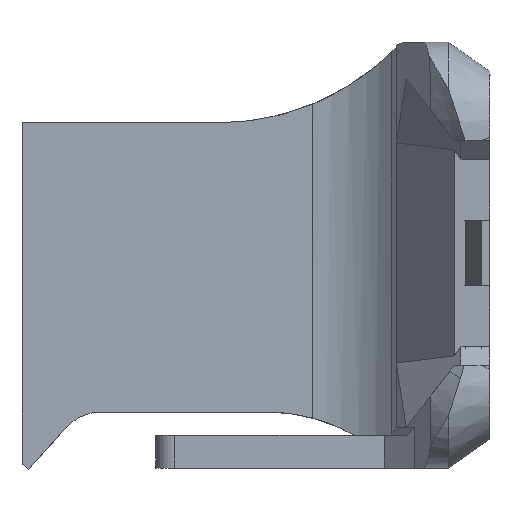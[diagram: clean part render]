
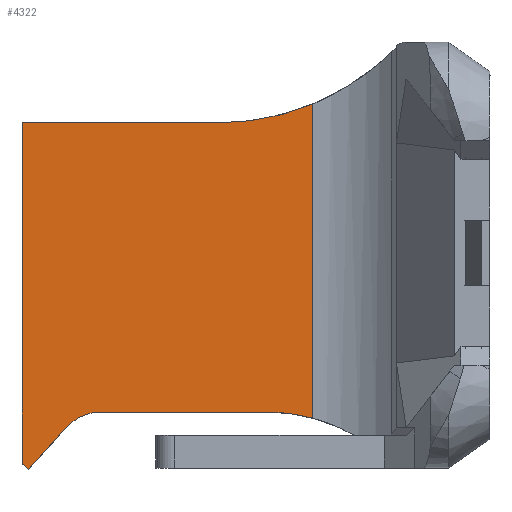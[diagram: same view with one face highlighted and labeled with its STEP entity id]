
A CAD part, left-side view. The second image highlights one B-rep face of the part: STEP entity #4322.
In plain terms, the highlighted planar face has unit normal (-1, 0, 0).
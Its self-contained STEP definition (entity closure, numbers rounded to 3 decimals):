
#880=DIRECTION('',(0.,0.,-1.));
#881=VECTOR('',#880,36.453);
#882=CARTESIAN_POINT('',(17.,50.,36.9));
#883=LINE('',#882,#881);
#1412=DIRECTION('',(0.,1.,0.));
#1413=VECTOR('',#1412,17.693);
#1414=CARTESIAN_POINT('',(17.,23.87,6.));
#1415=LINE('',#1414,#1413);
#1416=DIRECTION('',(0.,0.669,-0.743));
#1417=VECTOR('',#1416,6.057);
#1418=CARTESIAN_POINT('',(17.,45.279,4.346));
#1419=LINE('',#1418,#1417);
#1420=DIRECTION('',(0.,0.743,0.669));
#1421=VECTOR('',#1420,0.9);
#1422=CARTESIAN_POINT('',(17.,49.331,-0.155));
#1423=LINE('',#1422,#1421);
#1424=DIRECTION('',(0.,0.,-1.));
#1425=VECTOR('',#1424,33.565);
#1426=CARTESIAN_POINT('',(17.,18.929,38.911));
#1427=LINE('',#1426,#1425);
#1450=CARTESIAN_POINT('',(17.,41.563,1.));
#1451=DIRECTION('',(1.,0.,0.));
#1452=DIRECTION('',(0.,0.743,0.669));
#1453=AXIS2_PLACEMENT_3D('',#1450,#1451,#1452);
#1480=DIRECTION('',(0.,1.,0.));
#1481=VECTOR('',#1480,20.965);
#1482=CARTESIAN_POINT('',(17.,29.035,36.9));
#1483=LINE('',#1482,#1481);
#1509=CARTESIAN_POINT('',(17.,29.035,63.3));
#1510=DIRECTION('',(1.,0.,0.));
#1511=DIRECTION('',(0.,-0.383,-0.924));
#1512=AXIS2_PLACEMENT_3D('',#1509,#1510,#1511);
#1924=CARTESIAN_POINT('',(17.,23.87,-13.));
#1925=DIRECTION('',(1.,0.,0.));
#1926=DIRECTION('',(0.,0.,1.));
#1927=AXIS2_PLACEMENT_3D('',#1924,#1925,#1926);
#2260=CARTESIAN_POINT('',(17.,50.,36.9));
#2262=VERTEX_POINT('',#2260);
#2290=CARTESIAN_POINT('',(17.,29.035,36.9));
#2291=VERTEX_POINT('',#2290);
#2300=CARTESIAN_POINT('',(17.,18.929,38.911));
#2301=CARTESIAN_POINT('',(17.,18.929,5.346));
#2302=VERTEX_POINT('',#2300);
#2303=VERTEX_POINT('',#2301);
#2308=CARTESIAN_POINT('',(17.,23.87,6.));
#2309=VERTEX_POINT('',#2308);
#2330=CARTESIAN_POINT('',(17.,49.331,-0.155));
#2331=CARTESIAN_POINT('',(17.,50.,0.447));
#2332=VERTEX_POINT('',#2330);
#2333=VERTEX_POINT('',#2331);
#2343=CARTESIAN_POINT('',(17.,41.563,6.));
#2345=VERTEX_POINT('',#2343);
#2347=CARTESIAN_POINT('',(17.,45.279,4.346));
#2349=VERTEX_POINT('',#2347);
#4301=CARTESIAN_POINT('',(17.,10.,6.));
#4302=DIRECTION('',(-1.,0.,0.));
#4303=DIRECTION('',(0.,0.,1.));
#4304=AXIS2_PLACEMENT_3D('',#4301,#4302,#4303);
#4305=PLANE('',#4304);
#4307=ORIENTED_EDGE('',*,*,#4306,.T.);
#4309=ORIENTED_EDGE('',*,*,#4308,.F.);
#4310=ORIENTED_EDGE('',*,*,#3646,.T.);
#4311=ORIENTED_EDGE('',*,*,#3614,.T.);
#4312=ORIENTED_EDGE('',*,*,#3585,.F.);
#4314=ORIENTED_EDGE('',*,*,#4313,.F.);
#4316=ORIENTED_EDGE('',*,*,#4315,.F.);
#4317=ORIENTED_EDGE('',*,*,#4291,.T.);
#4319=ORIENTED_EDGE('',*,*,#4318,.F.);
#4320=EDGE_LOOP('',(#4307,#4309,#4310,#4311,#4312,#4314,#4316,#4317,#4319));
#4321=FACE_OUTER_BOUND('',#4320,.F.);
#4322=ADVANCED_FACE('',(#4321),#4305,.T.);
#1454=CIRCLE('',#1453,5.);
#1513=CIRCLE('',#1512,26.4);
#1928=CIRCLE('',#1927,19.);
#3585=EDGE_CURVE('',#2262,#2333,#883,.T.);
#3614=EDGE_CURVE('',#2332,#2333,#1423,.T.);
#3646=EDGE_CURVE('',#2349,#2332,#1419,.T.);
#4291=EDGE_CURVE('',#2302,#2303,#1427,.T.);
#4306=EDGE_CURVE('',#2309,#2345,#1415,.T.);
#4308=EDGE_CURVE('',#2349,#2345,#1454,.T.);
#4313=EDGE_CURVE('',#2291,#2262,#1483,.T.);
#4315=EDGE_CURVE('',#2302,#2291,#1513,.T.);
#4318=EDGE_CURVE('',#2309,#2303,#1928,.T.);
